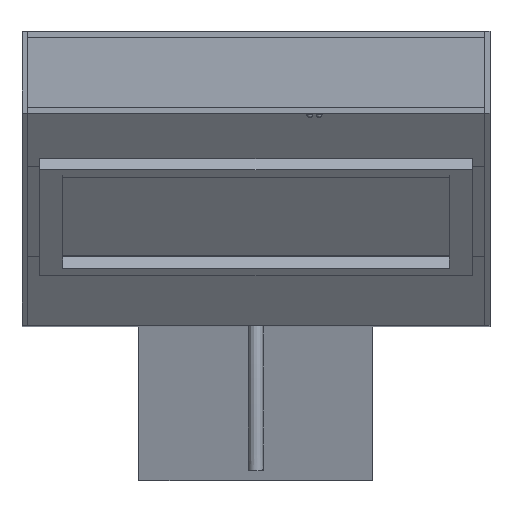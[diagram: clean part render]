
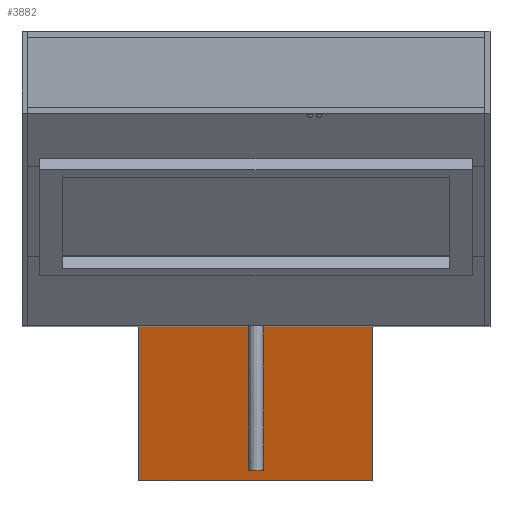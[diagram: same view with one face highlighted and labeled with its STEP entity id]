
A CAD part, top view. The second image highlights one B-rep face of the part: STEP entity #3882.
In plain terms, the highlighted planar face has unit normal (0, -0.26, 0.966).
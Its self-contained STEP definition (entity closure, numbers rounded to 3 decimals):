
#535=FACE_OUTER_BOUND('',#790,.T.);
#790=EDGE_LOOP('',(#2976,#2977,#2978,#2979));
#1167=LINE('',#6267,#1544);
#1170=LINE('',#6273,#1547);
#1171=LINE('',#6275,#1548);
#1172=LINE('',#6276,#1549);
#1544=VECTOR('',#5081,10.);
#1547=VECTOR('',#5086,10.);
#1548=VECTOR('',#5087,10.);
#1549=VECTOR('',#5088,10.);
#1864=VERTEX_POINT('',#6264);
#1865=VERTEX_POINT('',#6266);
#1867=VERTEX_POINT('',#6272);
#1868=VERTEX_POINT('',#6274);
#2266=EDGE_CURVE('',#1864,#1865,#1167,.T.);
#2269=EDGE_CURVE('',#1867,#1864,#1170,.T.);
#2270=EDGE_CURVE('',#1868,#1867,#1171,.T.);
#2271=EDGE_CURVE('',#1865,#1868,#1172,.T.);
#2976=ORIENTED_EDGE('',*,*,#2269,.F.);
#2977=ORIENTED_EDGE('',*,*,#2270,.F.);
#2978=ORIENTED_EDGE('',*,*,#2271,.F.);
#2979=ORIENTED_EDGE('',*,*,#2266,.F.);
#3690=PLANE('',#4375);
#3882=ADVANCED_FACE('',(#535),#3690,.T.);
#4375=AXIS2_PLACEMENT_3D('',#6271,#5084,#5085);
#5081=DIRECTION('',(0.,0.966,0.26));
#5084=DIRECTION('center_axis',(0.,-0.26,
0.966));
#5085=DIRECTION('ref_axis',(0.,-0.966,-0.26));
#5086=DIRECTION('',(-1.,0.,0.));
#5087=DIRECTION('',(0.,-0.966,-0.26));
#5088=DIRECTION('',(1.,0.,0.));
#6264=CARTESIAN_POINT('',(-100.,0.671,-176.247));
#6266=CARTESIAN_POINT('',(-100.,193.773,-124.175));
#6267=CARTESIAN_POINT('',(-100.,193.773,-124.175));
#6271=CARTESIAN_POINT('Origin',(0.,193.773,
-124.175));
#6272=CARTESIAN_POINT('',(100.,0.671,-176.247));
#6273=CARTESIAN_POINT('',(0.,0.671,-176.247));
#6274=CARTESIAN_POINT('',(100.,193.773,-124.175));
#6275=CARTESIAN_POINT('',(100.,193.773,-124.175));
#6276=CARTESIAN_POINT('',(0.,193.773,-124.175));
